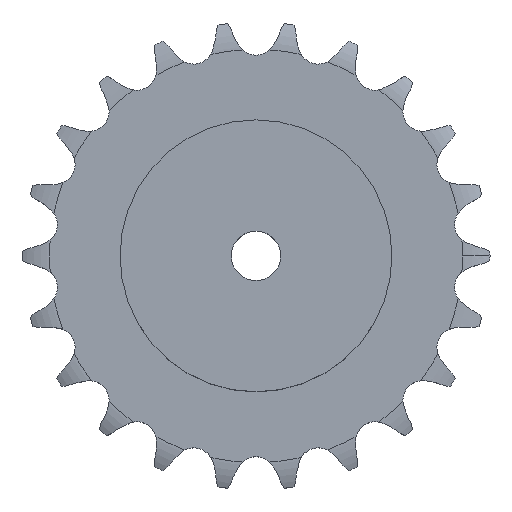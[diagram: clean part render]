
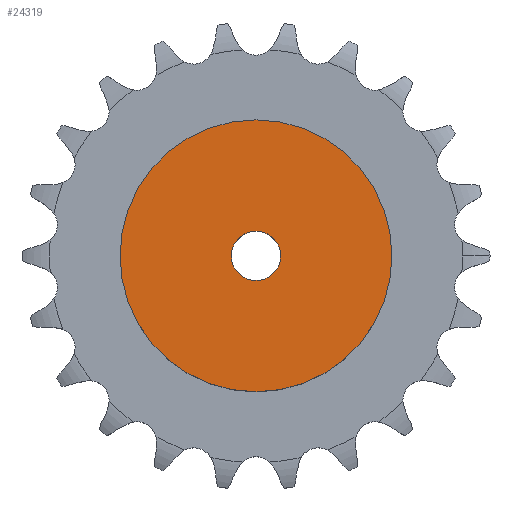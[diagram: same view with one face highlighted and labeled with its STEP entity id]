
A CAD part, top view. The second image highlights one B-rep face of the part: STEP entity #24319.
In plain terms, the highlighted planar face has unit normal (0, 0, 1).
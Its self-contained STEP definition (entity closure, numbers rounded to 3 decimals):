
#3132 = CYLINDRICAL_SURFACE('',#3133,55.);
#3133 = AXIS2_PLACEMENT_3D('',#3134,#3135,#3136);
#3134 = CARTESIAN_POINT('',(0.,0.,0.));
#3135 = DIRECTION('',(-0.,-0.,-1.));
#3136 = DIRECTION('',(1.,0.,0.));
#15424 = VERTEX_POINT('',#15425);
#15425 = CARTESIAN_POINT('',(55.,0.,50.));
#15446 = EDGE_CURVE('',#15424,#15424,#15447,.T.);
#15447 = SURFACE_CURVE('',#15448,(#15453,#15460),.PCURVE_S1.);
#15448 = CIRCLE('',#15449,55.);
#15449 = AXIS2_PLACEMENT_3D('',#15450,#15451,#15452);
#15450 = CARTESIAN_POINT('',(0.,0.,50.));
#15451 = DIRECTION('',(0.,0.,1.));
#15452 = DIRECTION('',(1.,0.,0.));
#15453 = PCURVE('',#3132,#15454);
#15454 = DEFINITIONAL_REPRESENTATION('',(#15455),#15459);
#15455 = LINE('',#15456,#15457);
#15456 = CARTESIAN_POINT('',(-0.,-50.));
#15457 = VECTOR('',#15458,1.);
#15458 = DIRECTION('',(-1.,0.));
#15459 = ( GEOMETRIC_REPRESENTATION_CONTEXT(2) 
PARAMETRIC_REPRESENTATION_CONTEXT() REPRESENTATION_CONTEXT('2D SPACE',''
  ) );
#15460 = PCURVE('',#15461,#15466);
#15461 = PLANE('',#15462);
#15462 = AXIS2_PLACEMENT_3D('',#15463,#15464,#15465);
#15463 = CARTESIAN_POINT('',(0.,0.,50.)
  );
#15464 = DIRECTION('',(0.,0.,1.));
#15465 = DIRECTION('',(1.,0.,0.));
#15466 = DEFINITIONAL_REPRESENTATION('',(#15467),#15471);
#15467 = CIRCLE('',#15468,55.);
#15468 = AXIS2_PLACEMENT_2D('',#15469,#15470);
#15469 = CARTESIAN_POINT('',(0.,0.));
#15470 = DIRECTION('',(1.,0.));
#15471 = ( GEOMETRIC_REPRESENTATION_CONTEXT(2) 
PARAMETRIC_REPRESENTATION_CONTEXT() REPRESENTATION_CONTEXT('2D SPACE',''
  ) );
#20732 = CYLINDRICAL_SURFACE('',#20733,10.);
#20733 = AXIS2_PLACEMENT_3D('',#20734,#20735,#20736);
#20734 = CARTESIAN_POINT('',(0.,0.,296.087));
#20735 = DIRECTION('',(0.,0.,1.));
#20736 = DIRECTION('',(1.,0.,0.));
#24319 = ADVANCED_FACE('',(#24320,#24323),#15461,.T.);
#24320 = FACE_BOUND('',#24321,.T.);
#24321 = EDGE_LOOP('',(#24322));
#24322 = ORIENTED_EDGE('',*,*,#15446,.T.);
#24323 = FACE_BOUND('',#24324,.T.);
#24324 = EDGE_LOOP('',(#24325));
#24325 = ORIENTED_EDGE('',*,*,#24326,.F.);
#24326 = EDGE_CURVE('',#24327,#24327,#24329,.T.);
#24327 = VERTEX_POINT('',#24328);
#24328 = CARTESIAN_POINT('',(10.,0.,50.));
#24329 = SURFACE_CURVE('',#24330,(#24335,#24342),.PCURVE_S1.);
#24330 = CIRCLE('',#24331,10.);
#24331 = AXIS2_PLACEMENT_3D('',#24332,#24333,#24334);
#24332 = CARTESIAN_POINT('',(0.,0.,50.));
#24333 = DIRECTION('',(0.,0.,1.));
#24334 = DIRECTION('',(1.,0.,0.));
#24335 = PCURVE('',#15461,#24336);
#24336 = DEFINITIONAL_REPRESENTATION('',(#24337),#24341);
#24337 = CIRCLE('',#24338,10.);
#24338 = AXIS2_PLACEMENT_2D('',#24339,#24340);
#24339 = CARTESIAN_POINT('',(0.,0.));
#24340 = DIRECTION('',(1.,0.));
#24341 = ( GEOMETRIC_REPRESENTATION_CONTEXT(2) 
PARAMETRIC_REPRESENTATION_CONTEXT() REPRESENTATION_CONTEXT('2D SPACE',''
  ) );
#24342 = PCURVE('',#20732,#24343);
#24343 = DEFINITIONAL_REPRESENTATION('',(#24344),#24348);
#24344 = LINE('',#24345,#24346);
#24345 = CARTESIAN_POINT('',(0.,-246.087));
#24346 = VECTOR('',#24347,1.);
#24347 = DIRECTION('',(1.,0.));
#24348 = ( GEOMETRIC_REPRESENTATION_CONTEXT(2) 
PARAMETRIC_REPRESENTATION_CONTEXT() REPRESENTATION_CONTEXT('2D SPACE',''
  ) );
